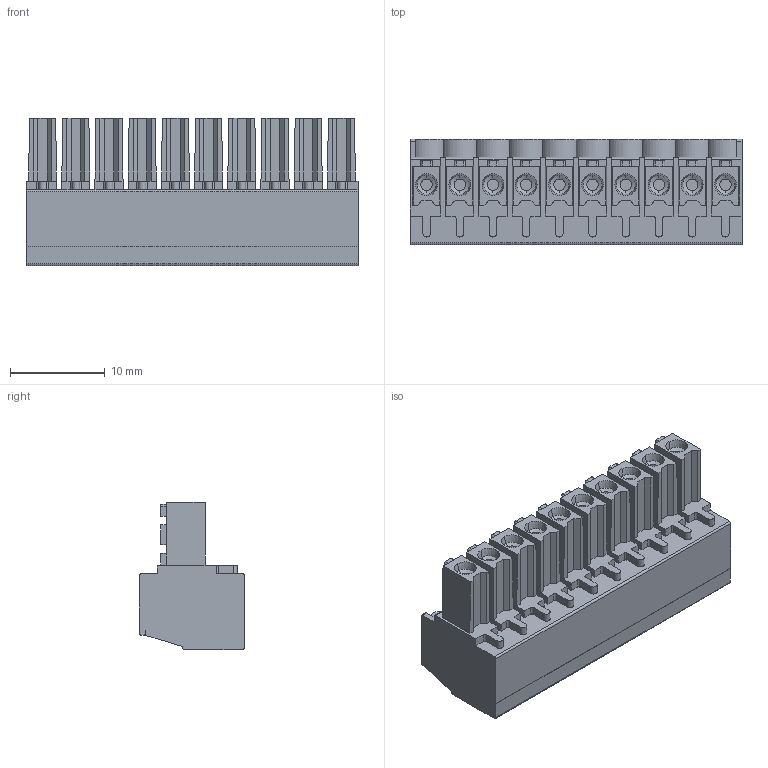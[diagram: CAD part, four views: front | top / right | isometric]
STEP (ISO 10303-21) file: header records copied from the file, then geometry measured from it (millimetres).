
FILE_DESCRIPTION((''),'2;1');
FILE_NAME('C-1-0284506-0','2008-05-01T',('workeradm'),('Tyco Electronics Corporation'),'PRO/ENGINEER BY PARAMETRIC TECHNOLOGY CORPORATION, 2005450','PRO/ENGINEER BY PARAMETRIC TECHNOLOGY CORPORATION, 2005450','');
FILE_SCHEMA(('CONFIG_CONTROL_DESIGN', 'GEOMETRIC_VALIDATION_PROPERTIES_MIM'));
Length unit declared in the file: millimetre
Products named in the file (1): C-1-0284506-0
Bounding box: 35 x 11.1 x 15.5 mm (x, y, z)
Volume: 3626.2 mm3; surface area: 3238.3 mm2
Topology: 1 solids, 1 shells, 903 faces, 2227 edges, 1406 vertices
Faces by surface type: plane 525, cylinder 258, torus 60, cone 60
Entity records: 27244 total; most frequent: CARTESIAN_POINT 5643, ORIENTED_EDGE 4454, DIRECTION 4449, EDGE_CURVE 2227, AXIS2_PLACEMENT_3D 1519, VECTOR 1411, LINE 1411, VERTEX_POINT 1406
